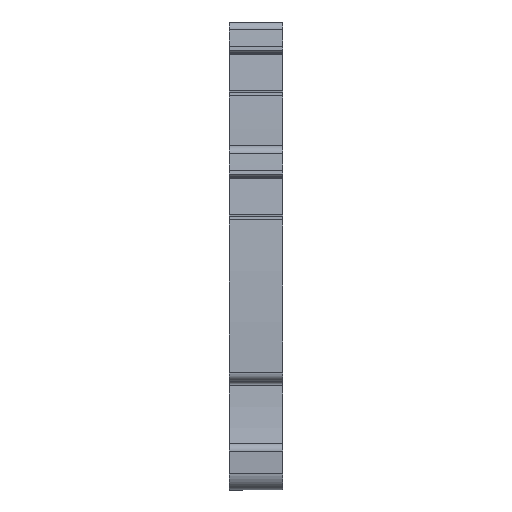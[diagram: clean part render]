
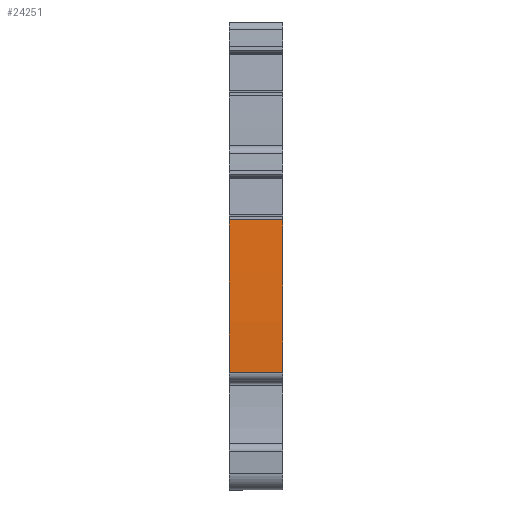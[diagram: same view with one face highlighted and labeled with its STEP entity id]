
A CAD part, front view. The second image highlights one B-rep face of the part: STEP entity #24251.
In plain terms, the highlighted cylindrical face has radius 191.632 mm (diameter 383.264 mm), a partial arc.
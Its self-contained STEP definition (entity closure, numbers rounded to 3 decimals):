
#23473=AXIS2_PLACEMENT_3D('Cylinder Axis2P3D',#23470,#23471,#23472) ;
#24220=AXIS2_PLACEMENT_3D('Circle Axis2P3D',#24218,#24219,$) ;
#24234=AXIS2_PLACEMENT_3D('Circle Axis2P3D',#24232,#24233,$) ;
#24241=AXIS2_PLACEMENT_3D('Circle Axis2P3D',#24239,#24240,$) ;
#23470=CARTESIAN_POINT('Axis2P3D Location',(3.05,193.128,17.05)) ;
#24196=CARTESIAN_POINT('Vertex',(0.,2.,30.933)) ;
#24199=CARTESIAN_POINT('Line Origine',(3.05,2.,30.933)) ;
#24203=CARTESIAN_POINT('Vertex',(6.1,2.,30.933)) ;
#24218=CARTESIAN_POINT('Axis2P3D Location',(0.,193.128,17.05)) ;
#24222=CARTESIAN_POINT('Vertex',(0.,1.53,13.431)) ;
#24225=CARTESIAN_POINT('Line Origine',(0.05,1.53,13.431)) ;
#24229=CARTESIAN_POINT('Vertex',(6.1,1.53,13.431)) ;
#24232=CARTESIAN_POINT('Axis2P3D Location',(6.1,193.128,17.05)) ;
#24236=CARTESIAN_POINT('Vertex',(6.1,1.53,13.45)) ;
#24239=CARTESIAN_POINT('Axis2P3D Location',(6.1,193.128,17.05)) ;
#23471=DIRECTION('Axis2P3D Direction',(1.,0.,0.)) ;
#23472=DIRECTION('Axis2P3D XDirection',(0.,-0.994,0.112)) ;
#24200=DIRECTION('Vector Direction',(1.,0.,0.)) ;
#24219=DIRECTION('Axis2P3D Direction',(1.,0.,0.)) ;
#24226=DIRECTION('Vector Direction',(1.,0.,0.)) ;
#24233=DIRECTION('Axis2P3D Direction',(1.,0.,0.)) ;
#24240=DIRECTION('Axis2P3D Direction',(1.,0.,0.)) ;
#24201=VECTOR('Line Direction',#24200,1.) ;
#24227=VECTOR('Line Direction',#24226,1.) ;
#24245=ORIENTED_EDGE('',*,*,#24224,.T.) ;
#24246=ORIENTED_EDGE('',*,*,#24231,.T.) ;
#24247=ORIENTED_EDGE('',*,*,#24238,.F.) ;
#24248=ORIENTED_EDGE('',*,*,#24243,.F.) ;
#24249=ORIENTED_EDGE('',*,*,#24205,.F.) ;
#24251=ADVANCED_FACE('65203_SA_A2T_4_FT-PE.1\\65193_MLD_A2T_4_FT-PE.1\\Assembly',(#24250),#23474,.T.) ;
#24221=CIRCLE('generated circle',#24220,191.632) ;
#24235=CIRCLE('generated circle',#24234,191.632) ;
#24242=CIRCLE('generated circle',#24241,191.632) ;
#23474=CYLINDRICAL_SURFACE('generated cylinder',#23473,191.632) ;
#24205=EDGE_CURVE('',#24197,#24204,#24202,.T.) ;
#24224=EDGE_CURVE('',#24197,#24223,#24221,.T.) ;
#24231=EDGE_CURVE('',#24223,#24230,#24228,.T.) ;
#24238=EDGE_CURVE('',#24237,#24230,#24235,.T.) ;
#24243=EDGE_CURVE('',#24204,#24237,#24242,.T.) ;
#24244=EDGE_LOOP('',(#24245,#24246,#24247,#24248,#24249)) ;
#24250=FACE_OUTER_BOUND('',#24244,.T.) ;
#24202=LINE('Line',#24199,#24201) ;
#24228=LINE('Line',#24225,#24227) ;
#24197=VERTEX_POINT('',#24196) ;
#24204=VERTEX_POINT('',#24203) ;
#24223=VERTEX_POINT('',#24222) ;
#24230=VERTEX_POINT('',#24229) ;
#24237=VERTEX_POINT('',#24236) ;
